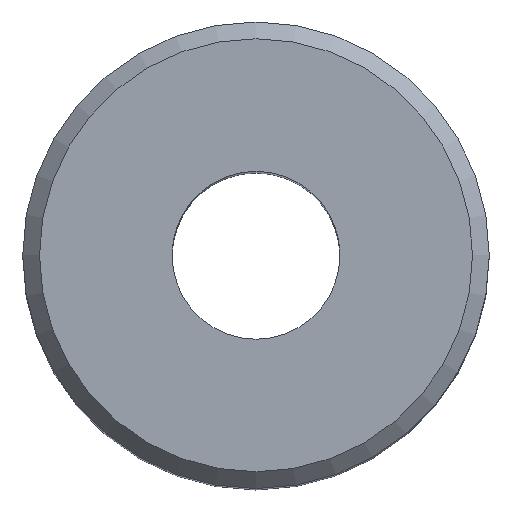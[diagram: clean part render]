
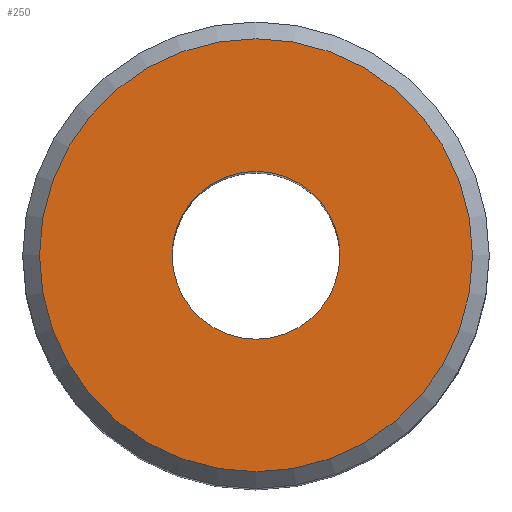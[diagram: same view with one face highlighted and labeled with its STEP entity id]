
A CAD part, top view. The second image highlights one B-rep face of the part: STEP entity #250.
In plain terms, the highlighted planar face has unit normal (0, 0, 1).
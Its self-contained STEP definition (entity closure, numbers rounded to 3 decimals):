
#66 = CONICAL_SURFACE('',#67,2.78,0.785);
#67 = AXIS2_PLACEMENT_3D('',#68,#69,#70);
#68 = CARTESIAN_POINT('',(0.,0.,9.8));
#69 = DIRECTION('',(-0.,-0.,-1.));
#70 = DIRECTION('',(1.,0.,0.));
#163 = VERTEX_POINT('',#164);
#164 = CARTESIAN_POINT('',(2.58,0.,10.));
#185 = EDGE_CURVE('',#163,#163,#186,.T.);
#186 = SURFACE_CURVE('',#187,(#192,#199),.PCURVE_S1.);
#187 = CIRCLE('',#188,2.58);
#188 = AXIS2_PLACEMENT_3D('',#189,#190,#191);
#189 = CARTESIAN_POINT('',(0.,0.,10.));
#190 = DIRECTION('',(0.,0.,1.));
#191 = DIRECTION('',(1.,0.,0.));
#192 = PCURVE('',#66,#193);
#193 = DEFINITIONAL_REPRESENTATION('',(#194),#198);
#194 = LINE('',#195,#196);
#195 = CARTESIAN_POINT('',(-0.,-0.2));
#196 = VECTOR('',#197,1.);
#197 = DIRECTION('',(-1.,-0.));
#198 = ( GEOMETRIC_REPRESENTATION_CONTEXT(2) 
PARAMETRIC_REPRESENTATION_CONTEXT() REPRESENTATION_CONTEXT('2D SPACE',''
  ) );
#199 = PCURVE('',#200,#205);
#200 = PLANE('',#201);
#201 = AXIS2_PLACEMENT_3D('',#202,#203,#204);
#202 = CARTESIAN_POINT('',(0.,0.,10.));
#203 = DIRECTION('',(0.,0.,1.));
#204 = DIRECTION('',(1.,0.,0.));
#205 = DEFINITIONAL_REPRESENTATION('',(#206),#210);
#206 = CIRCLE('',#207,2.58);
#207 = AXIS2_PLACEMENT_2D('',#208,#209);
#208 = CARTESIAN_POINT('',(0.,0.));
#209 = DIRECTION('',(1.,0.));
#210 = ( GEOMETRIC_REPRESENTATION_CONTEXT(2) 
PARAMETRIC_REPRESENTATION_CONTEXT() REPRESENTATION_CONTEXT('2D SPACE',''
  ) );
#250 = ADVANCED_FACE('',(#251,#254),#200,.T.);
#251 = FACE_BOUND('',#252,.T.);
#252 = EDGE_LOOP('',(#253));
#253 = ORIENTED_EDGE('',*,*,#185,.T.);
#254 = FACE_BOUND('',#255,.T.);
#255 = EDGE_LOOP('',(#256));
#256 = ORIENTED_EDGE('',*,*,#257,.T.);
#257 = EDGE_CURVE('',#258,#258,#260,.T.);
#258 = VERTEX_POINT('',#259);
#259 = CARTESIAN_POINT('',(1.,0.,10.));
#260 = SURFACE_CURVE('',#261,(#266,#277),.PCURVE_S1.);
#261 = CIRCLE('',#262,1.);
#262 = AXIS2_PLACEMENT_3D('',#263,#264,#265);
#263 = CARTESIAN_POINT('',(0.,0.,10.));
#264 = DIRECTION('',(0.,0.,-1.));
#265 = DIRECTION('',(1.,0.,0.));
#266 = PCURVE('',#200,#267);
#267 = DEFINITIONAL_REPRESENTATION('',(#268),#276);
#268 = ( BOUNDED_CURVE() B_SPLINE_CURVE(2,(#269,#270,#271,#272,#273,#274
,#275),.UNSPECIFIED.,.T.,.F.) B_SPLINE_CURVE_WITH_KNOTS((1,2,2,2,2,1),(
    -2.094,0.,2.094,4.189,6.283,
8.378),.UNSPECIFIED.) CURVE() GEOMETRIC_REPRESENTATION_ITEM() 
RATIONAL_B_SPLINE_CURVE((1.,0.5,1.,0.5,1.,0.5,1.)) REPRESENTATION_ITEM(
  '') );
#269 = CARTESIAN_POINT('',(1.,0.));
#270 = CARTESIAN_POINT('',(1.,-1.732));
#271 = CARTESIAN_POINT('',(-0.5,-0.866));
#272 = CARTESIAN_POINT('',(-2.,0.));
#273 = CARTESIAN_POINT('',(-0.5,0.866));
#274 = CARTESIAN_POINT('',(1.,1.732));
#275 = CARTESIAN_POINT('',(1.,0.));
#276 = ( GEOMETRIC_REPRESENTATION_CONTEXT(2) 
PARAMETRIC_REPRESENTATION_CONTEXT() REPRESENTATION_CONTEXT('2D SPACE',''
  ) );
#277 = PCURVE('',#278,#283);
#278 = CYLINDRICAL_SURFACE('',#279,1.);
#279 = AXIS2_PLACEMENT_3D('',#280,#281,#282);
#280 = CARTESIAN_POINT('',(0.,0.,-1.53));
#281 = DIRECTION('',(0.,0.,-1.));
#282 = DIRECTION('',(1.,0.,0.));
#283 = DEFINITIONAL_REPRESENTATION('',(#284),#288);
#284 = LINE('',#285,#286);
#285 = CARTESIAN_POINT('',(0.,-11.53));
#286 = VECTOR('',#287,1.);
#287 = DIRECTION('',(1.,0.));
#288 = ( GEOMETRIC_REPRESENTATION_CONTEXT(2) 
PARAMETRIC_REPRESENTATION_CONTEXT() REPRESENTATION_CONTEXT('2D SPACE',''
  ) );
